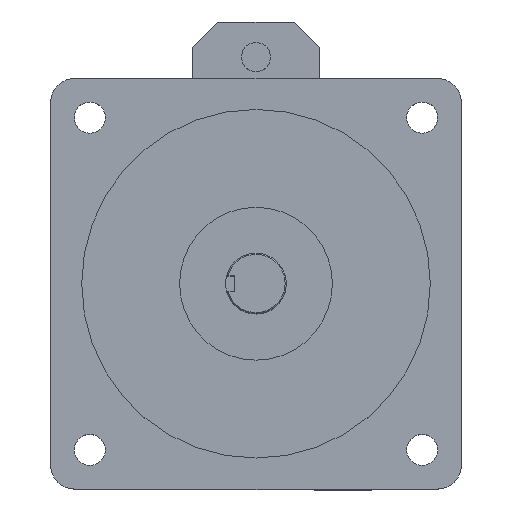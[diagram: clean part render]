
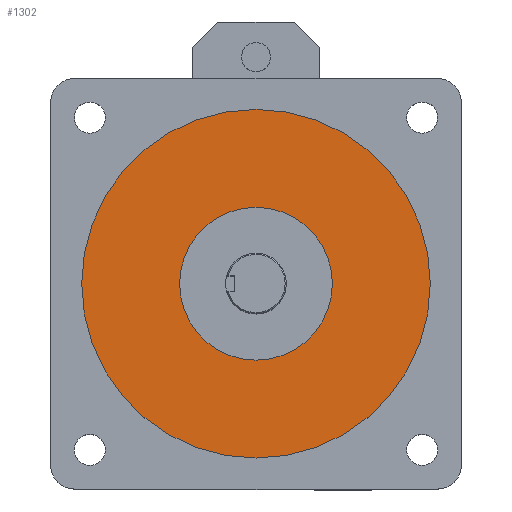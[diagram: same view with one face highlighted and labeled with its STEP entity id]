
A CAD part, top view. The second image highlights one B-rep face of the part: STEP entity #1302.
In plain terms, the highlighted planar face has unit normal (0, 0, 1).
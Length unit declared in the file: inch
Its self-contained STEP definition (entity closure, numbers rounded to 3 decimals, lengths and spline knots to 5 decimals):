
#52 = AXIS2_PLACEMENT_3D ( 'NONE', #169, #1035, #2128 ) ;
#97 = ORIENTED_EDGE ( 'NONE', *, *, #136, .F. ) ;
#136 = EDGE_CURVE ( 'NONE', #545, #2755, #166, .T. ) ;
#166 = CIRCLE ( 'NONE', #2163, 1.4374 ) ;
#169 = CARTESIAN_POINT ( 'NONE',  ( -1.4374, -1.45465, 0.07874 ) ) ;
#250 = AXIS2_PLACEMENT_3D ( 'NONE', #368, #595, #2767 ) ;
#303 = DIRECTION ( 'NONE',  ( 0., 0., -1. ) ) ;
#307 = CARTESIAN_POINT ( 'NONE',  ( 0., 0., 0.07874 ) ) ;
#368 = CARTESIAN_POINT ( 'NONE',  ( 0., 0., 0.07874 ) ) ;
#545 = VERTEX_POINT ( 'NONE', #2615 ) ;
#595 = DIRECTION ( 'NONE',  ( 0., 0., -1. ) ) ;
#696 = CARTESIAN_POINT ( 'NONE',  ( 0., 0., 0.07874 ) ) ;
#731 = EDGE_CURVE ( 'NONE', #1505, #1690, #1787, .T. ) ;
#829 = PLANE ( 'NONE',  #52 ) ;
#1035 = DIRECTION ( 'NONE',  ( 0., 0., 1. ) ) ;
#1124 = AXIS2_PLACEMENT_3D ( 'NONE', #2058, #303, #1821 ) ;
#1172 = DIRECTION ( 'NONE',  ( 0., 0., -1. ) ) ;
#1302 = ADVANCED_FACE ( 'NONE', ( #2311, #2340 ), #829, .T. ) ;
#1323 = ORIENTED_EDGE ( 'NONE', *, *, #2531, .T. ) ;
#1451 = AXIS2_PLACEMENT_3D ( 'NONE', #696, #1548, #2651 ) ;
#1505 = VERTEX_POINT ( 'NONE', #1515 ) ;
#1515 = CARTESIAN_POINT ( 'NONE',  ( 0.62992, 0., 0.07874 ) ) ;
#1548 = DIRECTION ( 'NONE',  ( 0., 0., -1. ) ) ;
#1604 = DIRECTION ( 'NONE',  ( 1., 0., 0. ) ) ;
#1690 = VERTEX_POINT ( 'NONE', #1991 ) ;
#1747 = ORIENTED_EDGE ( 'NONE', *, *, #731, .T. ) ;
#1787 = CIRCLE ( 'NONE', #1124, 0.62992 ) ;
#1821 = DIRECTION ( 'NONE',  ( -1., 0., 0. ) ) ;
#1908 = CIRCLE ( 'NONE', #1451, 1.4374 ) ;
#1991 = CARTESIAN_POINT ( 'NONE',  ( -0.62992, 0., 0.07874 ) ) ;
#2051 = EDGE_LOOP ( 'NONE', ( #2392, #97 ) ) ;
#2058 = CARTESIAN_POINT ( 'NONE',  ( 0., 0., 0.07874 ) ) ;
#2128 = DIRECTION ( 'NONE',  ( 1., 0., 0. ) ) ;
#2163 = AXIS2_PLACEMENT_3D ( 'NONE', #307, #1172, #1604 ) ;
#2245 = EDGE_CURVE ( 'NONE', #2755, #545, #1908, .T. ) ;
#2311 = FACE_OUTER_BOUND ( 'NONE', #2051, .T. ) ;
#2340 = FACE_BOUND ( 'NONE', #2426, .T. ) ;
#2392 = ORIENTED_EDGE ( 'NONE', *, *, #2245, .F. ) ;
#2426 = EDGE_LOOP ( 'NONE', ( #1323, #1747 ) ) ;
#2479 = CARTESIAN_POINT ( 'NONE',  ( 1.4374, 0., 0.07874 ) ) ;
#2531 = EDGE_CURVE ( 'NONE', #1690, #1505, #2610, .T. ) ;
#2610 = CIRCLE ( 'NONE', #250, 0.62992 ) ;
#2615 = CARTESIAN_POINT ( 'NONE',  ( -1.4374, 0., 0.07874 ) ) ;
#2651 = DIRECTION ( 'NONE',  ( 1., 0., 0. ) ) ;
#2755 = VERTEX_POINT ( 'NONE', #2479 ) ;
#2767 = DIRECTION ( 'NONE',  ( -1., 0., 0. ) ) ;
